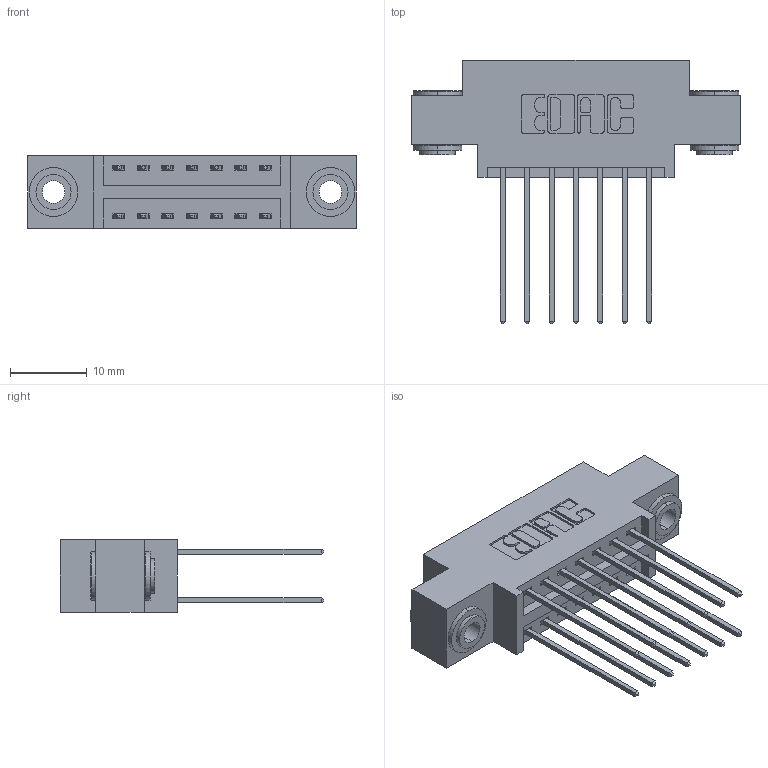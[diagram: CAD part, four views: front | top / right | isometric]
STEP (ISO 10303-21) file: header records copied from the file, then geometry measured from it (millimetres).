
FILE_DESCRIPTION (( 'STEP AP203' ), '1' );
FILE_NAME ('396-014-541-803.STEP', '2019-11-01T17:19:39', ( '' ), ( '' ), 'SwSTEP 2.0', 'SolidWorks 2016', '' );
FILE_SCHEMA (( 'CONFIG_CONTROL_DESIGN' ));
Length unit declared in the file: inch
Products named in the file (4): 345-292-001_345-293-141; 345-250-002_345-250-002-102; 396-014-541-803; 346 Part_0.170 Offset - 0.156 Dia-TH
Assembly tree (17 placements, depth 2):
  396-014-541-803
    346 Part_0.170 Offset - 0.156 Dia-TH
    345-292-001_345-293-141  x14
    345-250-002_345-250-002-102  x2
Bounding box: 42.8 x 34.29 x 9.4 mm (x, y, z)
Volume: 3846.7 mm3; surface area: 5516.4 mm2
Topology: 17 solids, 17 shells, 892 faces, 2587 edges, 1702 vertices
Faces by surface type: plane 580, cylinder 304, cone 8
Entity records: 10080 total; most frequent: CARTESIAN_POINT 1687, ORIENTED_EDGE 1614, DIRECTION 1569, EDGE_CURVE 807, LINE 623, VECTOR 623, VERTEX_POINT 534, AXIS2_PLACEMENT_3D 473
